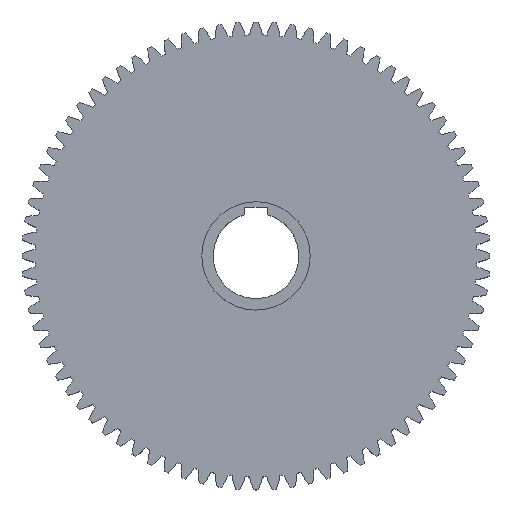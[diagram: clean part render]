
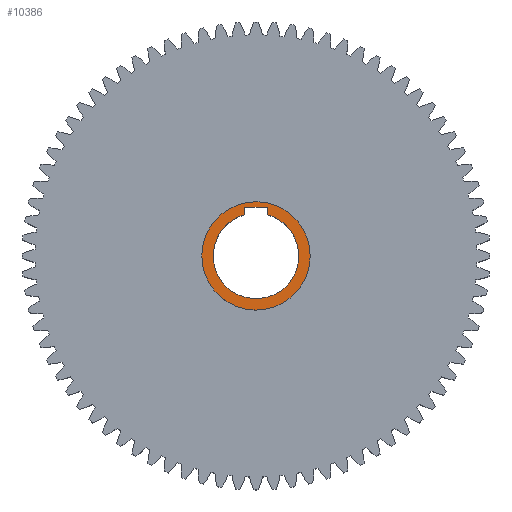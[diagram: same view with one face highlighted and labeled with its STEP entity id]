
A CAD part, top view. The second image highlights one B-rep face of the part: STEP entity #10386.
In plain terms, the highlighted planar face has unit normal (0, 0, 1).
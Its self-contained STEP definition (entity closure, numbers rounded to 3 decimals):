
#88=CARTESIAN_POINT('',(4.,14.457,32.));
#89=VERTEX_POINT('',#88);
#96=CARTESIAN_POINT('',(-4.,14.457,32.));
#97=VERTEX_POINT('',#96);
#98=CARTESIAN_POINT('',(0.,0.,32.));
#99=DIRECTION('',(-0.267,0.964,0.));
#100=DIRECTION('',(0.,0.,1.));
#101=AXIS2_PLACEMENT_3D('',#98,#100,#99);
#102=CIRCLE('',#101,15.);
#103=EDGE_CURVE('',#97,#89,#102,.T.);
#127=CARTESIAN_POINT('',(4.,17.1,32.));
#128=VERTEX_POINT('',#127);
#135=CARTESIAN_POINT('',(4.,14.457,32.));
#136=DIRECTION('',(0.,1.,0.));
#137=VECTOR('',#136,2.643);
#138=LINE('',#135,#137);
#139=EDGE_CURVE('',#89,#128,#138,.T.);
#158=CARTESIAN_POINT('',(-4.,17.1,32.));
#159=VERTEX_POINT('',#158);
#166=CARTESIAN_POINT('',(4.,17.1,32.));
#167=DIRECTION('',(-1.,0.,0.));
#168=VECTOR('',#167,8.);
#169=LINE('',#166,#168);
#170=EDGE_CURVE('',#128,#159,#169,.T.);
#188=CARTESIAN_POINT('',(-4.,17.1,32.));
#189=DIRECTION('',(0.,-1.,0.));
#190=VECTOR('',#189,2.643);
#191=LINE('',#188,#190);
#192=EDGE_CURVE('',#159,#97,#191,.T.);
#214=CARTESIAN_POINT('',(-18.766,-2.972,32.));
#215=VERTEX_POINT('',#214);
#222=CARTESIAN_POINT('',(18.766,2.972,32.));
#223=VERTEX_POINT('',#222);
#224=CARTESIAN_POINT('',(0.,0.,32.));
#225=DIRECTION('',(-0.988,-0.156,0.));
#226=DIRECTION('',(0.,0.,-1.));
#227=AXIS2_PLACEMENT_3D('',#224,#226,#225);
#228=CIRCLE('',#227,19.);
#229=EDGE_CURVE('',#215,#223,#228,.T.);
#231=CARTESIAN_POINT('',(0.,0.,32.));
#232=DIRECTION('',(0.988,0.156,0.));
#233=DIRECTION('',(-0.,0.,-1.));
#234=AXIS2_PLACEMENT_3D('',#231,#233,#232);
#235=CIRCLE('',#234,19.);
#236=EDGE_CURVE('',#223,#215,#235,.T.);
#10371=CARTESIAN_POINT('',(0.,0.,32.));
#10372=DIRECTION('',(-1.,0.,0.));
#10373=DIRECTION('',(0.,0.,-1.));
#10374=AXIS2_PLACEMENT_3D('',#10371,#10373,#10372);
#10375=PLANE('',#10374);
#10376=ORIENTED_EDGE('',*,*,#229,.T.);
#10377=ORIENTED_EDGE('',*,*,#236,.T.);
#10378=EDGE_LOOP('',(#10376,#10377));
#10379=FACE_OUTER_BOUND('',#10378,.F.);
#10380=ORIENTED_EDGE('',*,*,#170,.T.);
#10381=ORIENTED_EDGE('',*,*,#192,.T.);
#10382=ORIENTED_EDGE('',*,*,#103,.T.);
#10383=ORIENTED_EDGE('',*,*,#139,.T.);
#10384=EDGE_LOOP('',(#10380,#10381,#10382,#10383));
#10385=FACE_BOUND('',#10384,.F.);
#10386=ADVANCED_FACE('F285',(#10379,#10385),#10375,.F.);
